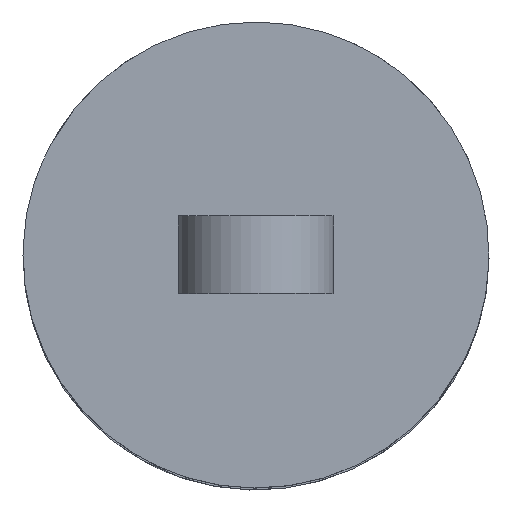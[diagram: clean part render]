
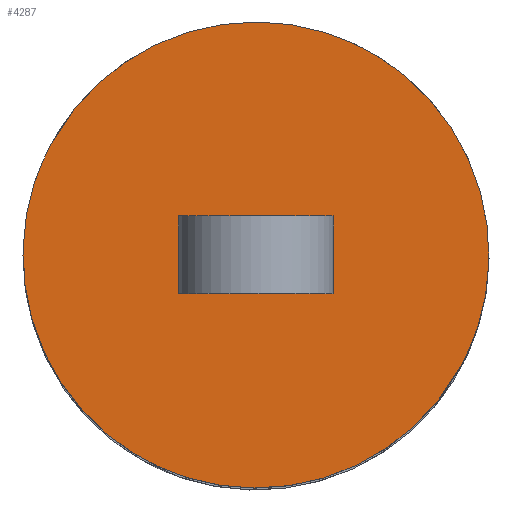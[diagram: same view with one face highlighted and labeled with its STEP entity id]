
A CAD part, top view. The second image highlights one B-rep face of the part: STEP entity #4287.
In plain terms, the highlighted free-form (B-spline) face has degree [1, 1] with [2, 2] control points.
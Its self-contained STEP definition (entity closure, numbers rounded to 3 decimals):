
#862 = VERTEX_POINT('',#863);
#863 = CARTESIAN_POINT('',(-63.096,34.47,
    179.745));
#868 = EDGE_CURVE('',#862,#869,#871,.T.);
#869 = VERTEX_POINT('',#870);
#870 = CARTESIAN_POINT('',(63.096,-34.47,
    179.745));
#871 = ( BOUNDED_CURVE() B_SPLINE_CURVE(2,(#872,#873,#874,#875,#876),
.UNSPECIFIED.,.F.,.F.) B_SPLINE_CURVE_WITH_KNOTS((3,2,3),(0.5
,2.071,3.642),.PIECEWISE_BEZIER_KNOTS.) CURVE() 
GEOMETRIC_REPRESENTATION_ITEM() RATIONAL_B_SPLINE_CURVE((1.,
0.707,1.,0.707,1.)) REPRESENTATION_ITEM('') );
#872 = CARTESIAN_POINT('',(-63.096,34.47,
    179.745));
#873 = CARTESIAN_POINT('',(-28.627,97.566,179.745
    ));
#874 = CARTESIAN_POINT('',(34.47,63.096,
    179.745));
#875 = CARTESIAN_POINT('',(97.566,28.627,
    179.745));
#876 = CARTESIAN_POINT('',(63.096,-34.47,
    179.745));
#899 = EDGE_CURVE('',#869,#862,#900,.T.);
#900 = ( BOUNDED_CURVE() B_SPLINE_CURVE(2,(#901,#902,#903,#904,#905),
.UNSPECIFIED.,.F.,.F.) B_SPLINE_CURVE_WITH_KNOTS((3,2,3),(3.642
,5.212,6.783),.PIECEWISE_BEZIER_KNOTS.) CURVE() 
GEOMETRIC_REPRESENTATION_ITEM() RATIONAL_B_SPLINE_CURVE((1.,
0.707,1.,0.707,1.)) REPRESENTATION_ITEM('') );
#901 = CARTESIAN_POINT('',(63.096,-34.47,
    179.745));
#902 = CARTESIAN_POINT('',(28.627,-97.566,
    179.745));
#903 = CARTESIAN_POINT('',(-34.47,-63.096,
    179.745));
#904 = CARTESIAN_POINT('',(-97.566,-28.627,
    179.745));
#905 = CARTESIAN_POINT('',(-63.096,34.47,
    179.745));
#4287 = ADVANCED_FACE('',(#4288,#4292),#4322,.F.);
#4288 = FACE_BOUND('',#4289,.T.);
#4289 = EDGE_LOOP('',(#4290,#4291));
#4290 = ORIENTED_EDGE('',*,*,#868,.F.);
#4291 = ORIENTED_EDGE('',*,*,#899,.F.);
#4292 = FACE_BOUND('',#4293,.T.);
#4293 = EDGE_LOOP('',(#4294,#4303,#4310,#4317));
#4294 = ORIENTED_EDGE('',*,*,#4295,.F.);
#4295 = EDGE_CURVE('',#4296,#4298,#4300,.T.);
#4296 = VERTEX_POINT('',#4297);
#4297 = CARTESIAN_POINT('',(-23.966,-11.983,
    179.745));
#4298 = VERTEX_POINT('',#4299);
#4299 = CARTESIAN_POINT('',(23.966,-11.983,
    179.745));
#4300 = B_SPLINE_CURVE_WITH_KNOTS('',1,(#4301,#4302),.UNSPECIFIED.,.F.,
  .F.,(2,2),(-20.,20.),.PIECEWISE_BEZIER_KNOTS.);
#4301 = CARTESIAN_POINT('',(-23.966,-11.983,
    179.745));
#4302 = CARTESIAN_POINT('',(23.966,-11.983,
    179.745));
#4303 = ORIENTED_EDGE('',*,*,#4304,.T.);
#4304 = EDGE_CURVE('',#4296,#4305,#4307,.T.);
#4305 = VERTEX_POINT('',#4306);
#4306 = CARTESIAN_POINT('',(-23.966,11.983,
    179.745));
#4307 = B_SPLINE_CURVE_WITH_KNOTS('',1,(#4308,#4309),.UNSPECIFIED.,.F.,
  .F.,(2,2),(-10.,10.),.PIECEWISE_BEZIER_KNOTS.);
#4308 = CARTESIAN_POINT('',(-23.966,-11.983,
    179.745));
#4309 = CARTESIAN_POINT('',(-23.966,11.983,
    179.745));
#4310 = ORIENTED_EDGE('',*,*,#4311,.T.);
#4311 = EDGE_CURVE('',#4305,#4312,#4314,.T.);
#4312 = VERTEX_POINT('',#4313);
#4313 = CARTESIAN_POINT('',(23.966,11.983,
    179.745));
#4314 = B_SPLINE_CURVE_WITH_KNOTS('',1,(#4315,#4316),.UNSPECIFIED.,.F.,
  .F.,(2,2),(-20.,20.),.PIECEWISE_BEZIER_KNOTS.);
#4315 = CARTESIAN_POINT('',(-23.966,11.983,
    179.745));
#4316 = CARTESIAN_POINT('',(23.966,11.983,
    179.745));
#4317 = ORIENTED_EDGE('',*,*,#4318,.F.);
#4318 = EDGE_CURVE('',#4298,#4312,#4319,.T.);
#4319 = B_SPLINE_CURVE_WITH_KNOTS('',1,(#4320,#4321),.UNSPECIFIED.,.F.,
  .F.,(2,2),(-10.,10.),.PIECEWISE_BEZIER_KNOTS.);
#4320 = CARTESIAN_POINT('',(23.966,-11.983,
    179.745));
#4321 = CARTESIAN_POINT('',(23.966,11.983,
    179.745));
#4322 = B_SPLINE_SURFACE_WITH_KNOTS('',1,1,(
    (#4323,#4324)
    ,(#4325,#4326
    )),.UNSPECIFIED.,.F.,.F.,.F.,(2,2),(2,2),(-60.,60.),(-60.,60.),
  .PIECEWISE_BEZIER_KNOTS.);
#4323 = CARTESIAN_POINT('',(-71.898,71.898,
    179.745));
#4324 = CARTESIAN_POINT('',(-71.898,-71.898,
    179.745));
#4325 = CARTESIAN_POINT('',(71.898,71.898,
    179.745));
#4326 = CARTESIAN_POINT('',(71.898,-71.898,
    179.745));
